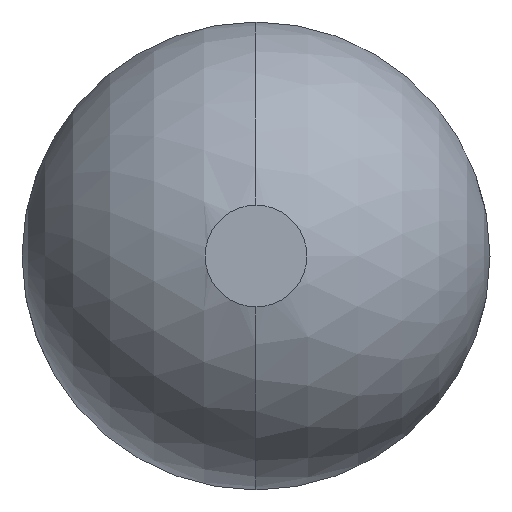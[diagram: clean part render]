
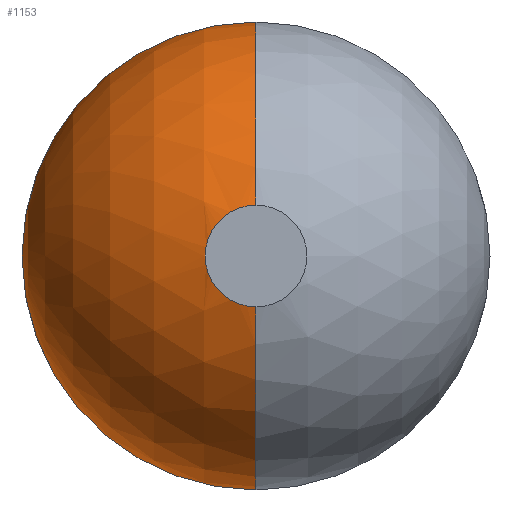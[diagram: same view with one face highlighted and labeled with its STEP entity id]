
A CAD part, left-side view. The second image highlights one B-rep face of the part: STEP entity #1153.
In plain terms, the highlighted spherical face has radius 1.15 mm.
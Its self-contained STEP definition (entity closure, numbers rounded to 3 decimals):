
#121 = DIRECTION ( 'NONE',  ( 0., 0., 1. ) ) ;
#135 = DIRECTION ( 'NONE',  ( 0., 0., 1. ) ) ;
#155 = DIRECTION ( 'NONE',  ( -1., 0., 0. ) ) ;
#178 = VERTEX_POINT ( 'NONE', #1143 ) ;
#202 = EDGE_LOOP ( 'NONE', ( #1163, #979, #503, #652 ) ) ;
#244 = EDGE_CURVE ( 'NONE', #966, #1285, #1423, .T. ) ;
#293 = CIRCLE ( 'NONE', #364, 1.15 ) ;
#303 = CARTESIAN_POINT ( 'NONE',  ( -5.9, 0., 1.15 ) ) ;
#349 = CARTESIAN_POINT ( 'NONE',  ( -7.022, 0., -0.25 ) ) ;
#364 = AXIS2_PLACEMENT_3D ( 'NONE', #918, #1235, #1368 ) ;
#394 = CARTESIAN_POINT ( 'NONE',  ( -5.9, 0., 0. ) ) ;
#463 = AXIS2_PLACEMENT_3D ( 'NONE', #842, #521, #1305 ) ;
#465 = DIRECTION ( 'NONE',  ( 0., 1., 0. ) ) ;
#503 = ORIENTED_EDGE ( 'NONE', *, *, #936, .F. ) ;
#521 = DIRECTION ( 'NONE',  ( 0., -1., 0. ) ) ;
#544 = CIRCLE ( 'NONE', #463, 1.15 ) ;
#652 = ORIENTED_EDGE ( 'NONE', *, *, #1484, .F. ) ;
#694 = EDGE_CURVE ( 'NONE', #966, #937, #293, .T. ) ;
#747 = DIRECTION ( 'NONE',  ( 0., 0., -1. ) ) ;
#777 = AXIS2_PLACEMENT_3D ( 'NONE', #1155, #465, #121 ) ;
#834 = FACE_OUTER_BOUND ( 'NONE', #202, .T. ) ;
#842 = CARTESIAN_POINT ( 'NONE',  ( -5.9, 0., 0. ) ) ;
#873 = AXIS2_PLACEMENT_3D ( 'NONE', #1072, #155, #747 ) ;
#892 = CARTESIAN_POINT ( 'NONE',  ( -5.9, 0., -1.15 ) ) ;
#918 = CARTESIAN_POINT ( 'NONE',  ( -5.9, 0., 0. ) ) ;
#936 = EDGE_CURVE ( 'NONE', #178, #1285, #1219, .T. ) ;
#937 = VERTEX_POINT ( 'NONE', #303 ) ;
#966 = VERTEX_POINT ( 'NONE', #892 ) ;
#979 = ORIENTED_EDGE ( 'NONE', *, *, #244, .T. ) ;
#1072 = CARTESIAN_POINT ( 'NONE',  ( -7.022, 0., 0. ) ) ;
#1143 = CARTESIAN_POINT ( 'NONE',  ( -7.022, 0., 0.25 ) ) ;
#1153 = ADVANCED_FACE ( 'NONE', ( #834 ), #1185, .T. ) ;
#1155 = CARTESIAN_POINT ( 'NONE',  ( -5.9, 0., 0. ) ) ;
#1163 = ORIENTED_EDGE ( 'NONE', *, *, #694, .F. ) ;
#1185 = SPHERICAL_SURFACE ( 'NONE', #1246, 1.15 ) ;
#1219 = CIRCLE ( 'NONE', #873, 0.25 ) ;
#1235 = DIRECTION ( 'NONE',  ( 1., 0., 0. ) ) ;
#1246 = AXIS2_PLACEMENT_3D ( 'NONE', #394, #1284, #135 ) ;
#1284 = DIRECTION ( 'NONE',  ( 0., 1., 0. ) ) ;
#1285 = VERTEX_POINT ( 'NONE', #349 ) ;
#1305 = DIRECTION ( 'NONE',  ( 0., 0., -1. ) ) ;
#1368 = DIRECTION ( 'NONE',  ( 0., 0., 1. ) ) ;
#1423 = CIRCLE ( 'NONE', #777, 1.15 ) ;
#1484 = EDGE_CURVE ( 'NONE', #937, #178, #544, .T. ) ;
